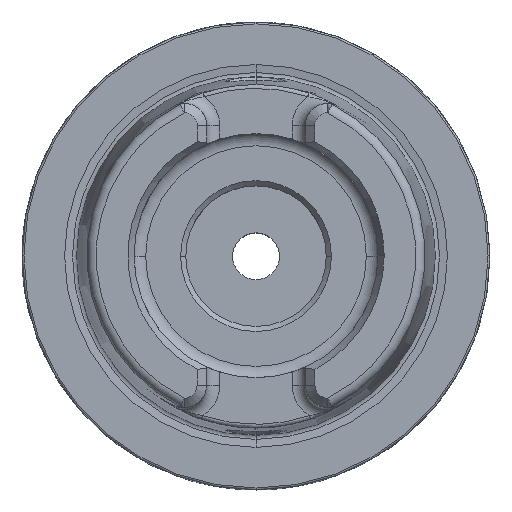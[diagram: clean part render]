
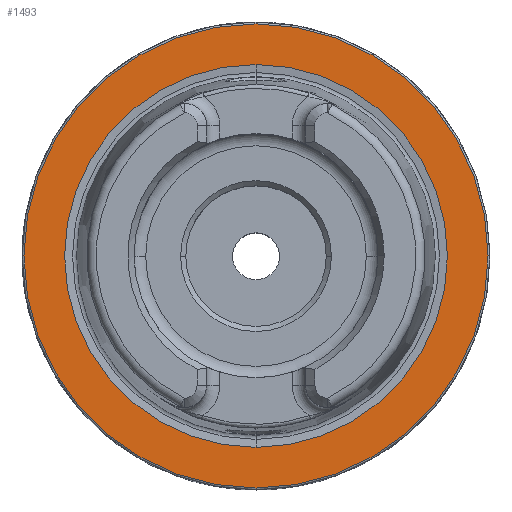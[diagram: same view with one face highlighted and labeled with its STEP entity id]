
A CAD part, top view. The second image highlights one B-rep face of the part: STEP entity #1493.
In plain terms, the highlighted planar face has unit normal (0, 0, 1).
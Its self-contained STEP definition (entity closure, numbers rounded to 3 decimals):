
#246 = ORIENTED_EDGE ( 'NONE', *, *, #5515, .T. ) ;
#518 = AXIS2_PLACEMENT_3D ( 'NONE', #17823, #9452, #1129 ) ;
#1129 = DIRECTION ( 'NONE',  ( 0., 1., 0. ) ) ;
#1480 = VERTEX_POINT ( 'NONE', #12994 ) ;
#1493 = ADVANCED_FACE ( 'NONE', ( #15108, #3974 ), #14404, .T. ) ;
#2675 = EDGE_LOOP ( 'NONE', ( #12787, #246 ) ) ;
#2753 = AXIS2_PLACEMENT_3D ( 'NONE', #12041, #3666, #13431 ) ;
#3473 = ORIENTED_EDGE ( 'NONE', *, *, #11526, .T. ) ;
#3666 = DIRECTION ( 'NONE',  ( 0., 0., 1. ) ) ;
#3974 = FACE_BOUND ( 'NONE', #6606, .T. ) ;
#4045 = VERTEX_POINT ( 'NONE', #12313 ) ;
#4748 = CIRCLE ( 'NONE', #10986, 20.434 ) ;
#4976 = CARTESIAN_POINT ( 'NONE',  ( 0., 0., 0. ) ) ;
#4980 = CIRCLE ( 'NONE', #518, 20.434 ) ;
#5121 = CARTESIAN_POINT ( 'NONE',  ( 0., 0., 0. ) ) ;
#5515 = EDGE_CURVE ( 'NONE', #14437, #1480, #17990, .T. ) ;
#5788 = CARTESIAN_POINT ( 'NONE',  ( 0., 20.434, 0. ) ) ;
#5919 = VERTEX_POINT ( 'NONE', #5788 ) ;
#6387 = DIRECTION ( 'NONE',  ( 0., -1., 0. ) ) ;
#6510 = DIRECTION ( 'NONE',  ( 0., 1., 0. ) ) ;
#6606 = EDGE_LOOP ( 'NONE', ( #9137, #3473 ) ) ;
#7503 = DIRECTION ( 'NONE',  ( 0., 0., 1. ) ) ;
#8025 = AXIS2_PLACEMENT_3D ( 'NONE', #4976, #14753, #6387 ) ;
#9137 = ORIENTED_EDGE ( 'NONE', *, *, #12834, .T. ) ;
#9296 = EDGE_CURVE ( 'NONE', #1480, #14437, #16150, .T. ) ;
#9452 = DIRECTION ( 'NONE',  ( 0., 0., -1. ) ) ;
#10986 = AXIS2_PLACEMENT_3D ( 'NONE', #5121, #14885, #6510 ) ;
#11073 = CARTESIAN_POINT ( 'NONE',  ( 0., 24.775, 0. ) ) ;
#11526 = EDGE_CURVE ( 'NONE', #5919, #4045, #4748, .T. ) ;
#12041 = CARTESIAN_POINT ( 'NONE',  ( 0., 0., 0. ) ) ;
#12313 = CARTESIAN_POINT ( 'NONE',  ( 0., -20.434, 0. ) ) ;
#12787 = ORIENTED_EDGE ( 'NONE', *, *, #9296, .T. ) ;
#12834 = EDGE_CURVE ( 'NONE', #4045, #5919, #4980, .T. ) ;
#12994 = CARTESIAN_POINT ( 'NONE',  ( 0., -24.775, 0. ) ) ;
#13431 = DIRECTION ( 'NONE',  ( 0., -1., 0. ) ) ;
#14404 = PLANE ( 'NONE',  #16735 ) ;
#14437 = VERTEX_POINT ( 'NONE', #11073 ) ;
#14753 = DIRECTION ( 'NONE',  ( 0., 0., 1. ) ) ;
#14885 = DIRECTION ( 'NONE',  ( 0., 0., -1. ) ) ;
#15108 = FACE_OUTER_BOUND ( 'NONE', #2675, .T. ) ;
#15871 = CARTESIAN_POINT ( 'NONE',  ( 0., 24.975, 0. ) ) ;
#16150 = CIRCLE ( 'NONE', #8025, 24.775 ) ;
#16735 = AXIS2_PLACEMENT_3D ( 'NONE', #15871, #7503, #17277 ) ;
#17277 = DIRECTION ( 'NONE',  ( 0., -1., 0. ) ) ;
#17823 = CARTESIAN_POINT ( 'NONE',  ( 0., 0., 0. ) ) ;
#17990 = CIRCLE ( 'NONE', #2753, 24.775 ) ;
